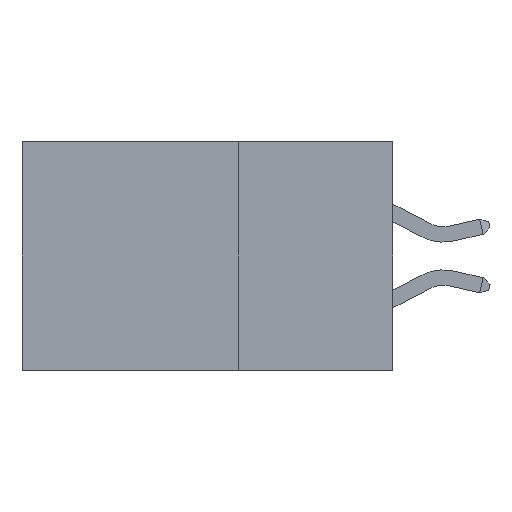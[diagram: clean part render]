
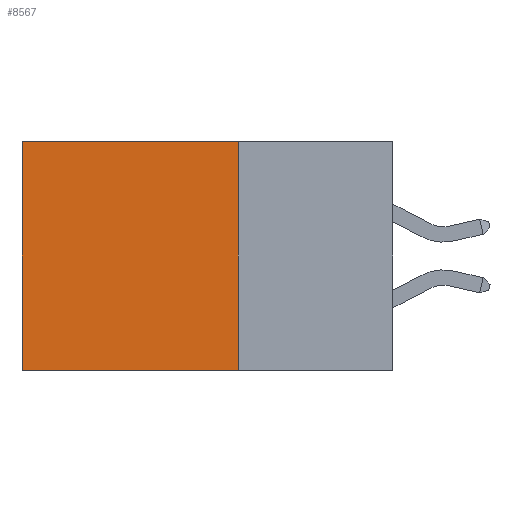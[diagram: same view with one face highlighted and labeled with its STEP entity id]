
A CAD part, left-side view. The second image highlights one B-rep face of the part: STEP entity #8567.
In plain terms, the highlighted planar face has unit normal (-1, 0, 0).
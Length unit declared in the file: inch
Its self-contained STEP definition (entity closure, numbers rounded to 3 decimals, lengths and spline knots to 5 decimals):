
#139 = VERTEX_POINT ( 'NONE', #18626 ) ;
#286 = ORIENTED_EDGE ( 'NONE', *, *, #12017, .F. ) ;
#1767 = CARTESIAN_POINT ( 'NONE',  ( 0.2875, 0.25, 0. ) ) ;
#2003 = DIRECTION ( 'NONE',  ( 0., 0., -1. ) ) ;
#2148 = VECTOR ( 'NONE', #15853, 39.37008 ) ;
#2707 = VECTOR ( 'NONE', #6889, 39.37008 ) ;
#3677 = DIRECTION ( 'NONE',  ( 1., 0., 0. ) ) ;
#3831 = EDGE_CURVE ( 'NONE', #16474, #6334, #13724, .T. ) ;
#4784 = DIRECTION ( 'NONE',  ( 0., 1., 0. ) ) ;
#5025 = CARTESIAN_POINT ( 'NONE',  ( 0.2875, 0.6, 0. ) ) ;
#5770 = ORIENTED_EDGE ( 'NONE', *, *, #23101, .T. ) ;
#6334 = VERTEX_POINT ( 'NONE', #18407 ) ;
#6889 = DIRECTION ( 'NONE',  ( 0., 0., -1. ) ) ;
#6955 = FACE_OUTER_BOUND ( 'NONE', #14539, .T. ) ;
#8228 = VECTOR ( 'NONE', #4784, 39.37008 ) ;
#8509 = CARTESIAN_POINT ( 'NONE',  ( 0.2875, 0.25, -0.37 ) ) ;
#8567 = ADVANCED_FACE ( 'NONE', ( #6955 ), #23647, .F. ) ;
#8620 = ORIENTED_EDGE ( 'NONE', *, *, #9178, .F. ) ;
#9178 = EDGE_CURVE ( 'NONE', #139, #19071, #17869, .T. ) ;
#9422 = CARTESIAN_POINT ( 'NONE',  ( 0.2875, 0.25, 0. ) ) ;
#12017 = EDGE_CURVE ( 'NONE', #19071, #6334, #12043, .T. ) ;
#12043 = LINE ( 'NONE', #8509, #2148 ) ;
#13724 = LINE ( 'NONE', #5025, #2707 ) ;
#14539 = EDGE_LOOP ( 'NONE', ( #20240, #286, #8620, #5770 ) ) ;
#15853 = DIRECTION ( 'NONE',  ( 0., 1., 0. ) ) ;
#16474 = VERTEX_POINT ( 'NONE', #19871 ) ;
#16562 = DIRECTION ( 'NONE',  ( 0., 0., -1. ) ) ;
#17661 = CARTESIAN_POINT ( 'NONE',  ( 0.2875, 0.25, 0. ) ) ;
#17869 = LINE ( 'NONE', #9422, #22557 ) ;
#18309 = CARTESIAN_POINT ( 'NONE',  ( 0.2875, 0.25, -0.37 ) ) ;
#18407 = CARTESIAN_POINT ( 'NONE',  ( 0.2875, 0.6, -0.37 ) ) ;
#18626 = CARTESIAN_POINT ( 'NONE',  ( 0.2875, 0.25, 0. ) ) ;
#19071 = VERTEX_POINT ( 'NONE', #18309 ) ;
#19871 = CARTESIAN_POINT ( 'NONE',  ( 0.2875, 0.6, 0. ) ) ;
#20240 = ORIENTED_EDGE ( 'NONE', *, *, #3831, .T. ) ;
#22557 = VECTOR ( 'NONE', #2003, 39.37008 ) ;
#22574 = AXIS2_PLACEMENT_3D ( 'NONE', #1767, #3677, #16562 ) ;
#23101 = EDGE_CURVE ( 'NONE', #139, #16474, #23194, .T. ) ;
#23194 = LINE ( 'NONE', #17661, #8228 ) ;
#23647 = PLANE ( 'NONE',  #22574 ) ;
